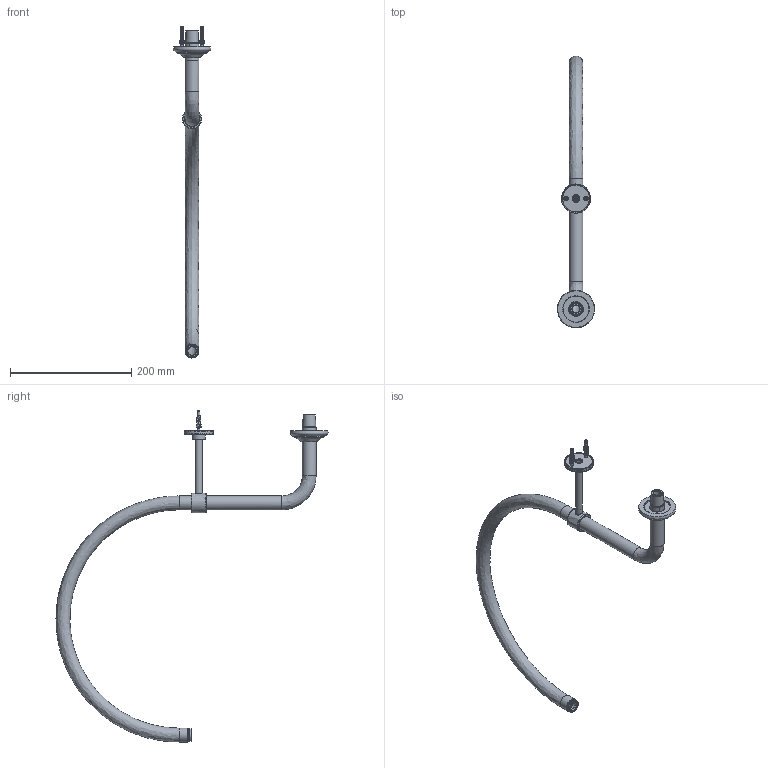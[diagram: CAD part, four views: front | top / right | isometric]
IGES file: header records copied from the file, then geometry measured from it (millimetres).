
Global section: file name: V2KA621-C; native system: Autodesk Inventor 2024; preprocessor: unknown; author: camerond; date: 20241126.072313; units: millimetre
Bounding box: 61.99 x 448.9 x 547.83 mm (x, y, z)
Volume: 192890.4 mm3; surface area: 166704.7 mm2
Topology: 18 solids, 18 shells, 627 faces, 1815 edges, 1230 vertices
Faces by surface type: bspline 627
